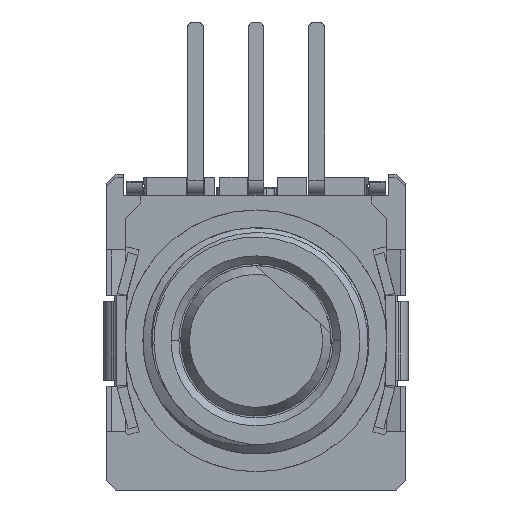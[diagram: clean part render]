
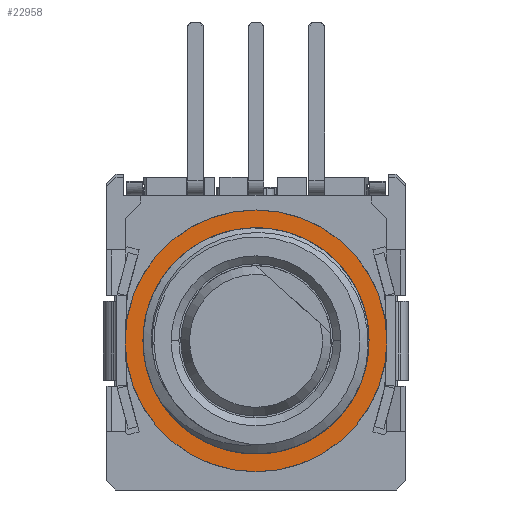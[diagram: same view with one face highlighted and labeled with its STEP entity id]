
A CAD part, front view. The second image highlights one B-rep face of the part: STEP entity #22958.
In plain terms, the highlighted planar face has unit normal (0, -1, 0).
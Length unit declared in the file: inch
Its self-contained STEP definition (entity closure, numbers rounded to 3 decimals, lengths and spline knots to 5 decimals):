
#6656=CARTESIAN_POINT('',(0.,-0.247,0.));
#6657=DIRECTION('',(0.,-1.,0.));
#6658=DIRECTION('',(-1.,0.,0.));
#6659=AXIS2_PLACEMENT_3D('',#6656,#6657,#6658);
#6661=CARTESIAN_POINT('',(0.,-0.247,0.));
#6662=DIRECTION('',(0.,-1.,0.));
#6663=DIRECTION('',(1.,0.,0.));
#6664=AXIS2_PLACEMENT_3D('',#6661,#6662,#6663);
#6973=CARTESIAN_POINT('',(0.,-0.247,0.));
#6974=DIRECTION('',(0.,1.,0.));
#6975=DIRECTION('',(1.,0.,0.));
#6976=AXIS2_PLACEMENT_3D('',#6973,#6974,#6975);
#7513=CARTESIAN_POINT('',(0.,-0.247,0.));
#7514=DIRECTION('',(0.,-1.,0.));
#7515=DIRECTION('',(1.,0.,0.));
#7516=AXIS2_PLACEMENT_3D('',#7513,#7514,#7515);
#10986=CARTESIAN_POINT('',(-0.216,-0.247,0.));
#10987=CARTESIAN_POINT('',(0.216,-0.247,0.));
#10988=VERTEX_POINT('',#10986);
#10989=VERTEX_POINT('',#10987);
#11964=CARTESIAN_POINT('',(0.1865,-0.247,0.));
#11965=CARTESIAN_POINT('',(-0.1865,-0.247,0.));
#11966=VERTEX_POINT('',#11964);
#11967=VERTEX_POINT('',#11965);
#22943=CARTESIAN_POINT('',(0.,-0.247,0.));
#22944=DIRECTION('',(0.,-1.,0.));
#22945=DIRECTION('',(-1.,0.,0.));
#22946=AXIS2_PLACEMENT_3D('',#22943,#22944,#22945);
#22947=PLANE('',#22946);
#22948=ORIENTED_EDGE('',*,*,#20062,.F.);
#22949=ORIENTED_EDGE('',*,*,#22935,.F.);
#22950=EDGE_LOOP('',(#22948,#22949));
#22951=FACE_OUTER_BOUND('',#22950,.F.);
#22953=ORIENTED_EDGE('',*,*,#22952,.F.);
#22955=ORIENTED_EDGE('',*,*,#22954,.T.);
#22956=EDGE_LOOP('',(#22953,#22955));
#22957=FACE_BOUND('',#22956,.F.);
#22958=ADVANCED_FACE('',(#22951,#22957),#22947,.T.);
#6660=CIRCLE('',#6659,0.216);
#6665=CIRCLE('',#6664,0.216);
#6977=CIRCLE('',#6976,0.1865);
#7517=CIRCLE('',#7516,0.1865);
#20062=EDGE_CURVE('',#10988,#10989,#6660,.T.);
#22935=EDGE_CURVE('',#10989,#10988,#6665,.T.);
#22952=EDGE_CURVE('',#11966,#11967,#6977,.T.);
#22954=EDGE_CURVE('',#11966,#11967,#7517,.T.);
